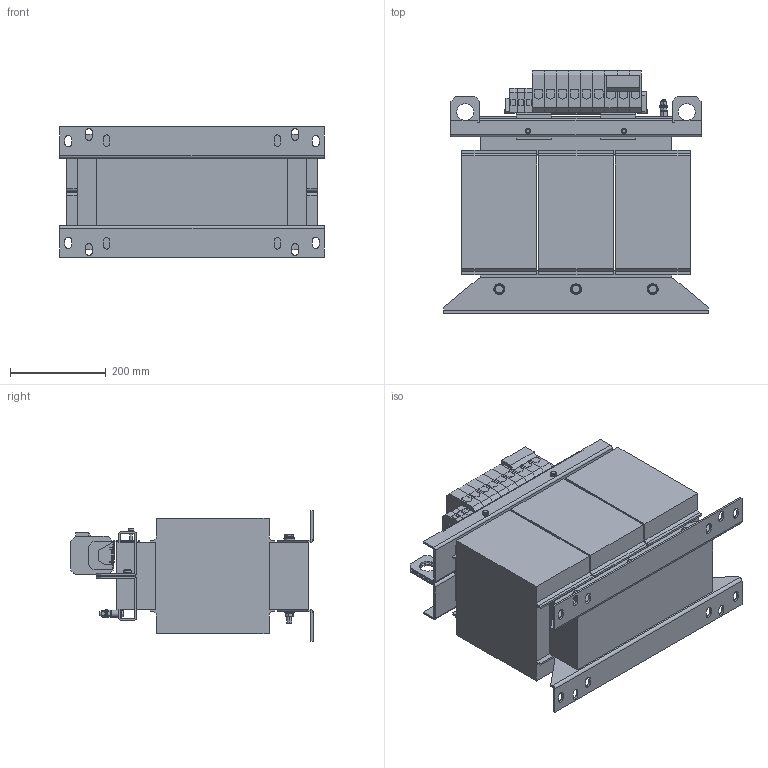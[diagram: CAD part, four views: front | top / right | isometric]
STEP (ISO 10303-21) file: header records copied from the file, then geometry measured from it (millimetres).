
FILE_DESCRIPTION (( 'STEP AP214' ), '1' );
FILE_NAME ('209175.STEP', '2020-05-28T18:19:36', ( '' ), ( '' ), 'SwSTEP 2.0', 'SolidWorks 2018', '' );
FILE_SCHEMA (( 'AUTOMOTIVE_DESIGN' ));
Length unit declared in the file: millimetre
Products named in the file (1): 209175
Bounding box: 552 x 505.7 x 272 mm (x, y, z)
Volume: 38762924.7 mm3; surface area: 1576139.8 mm2
Topology: 1 solids, 1 shells, 1281 faces, 3201 edges, 2012 vertices
Faces by surface type: plane 917, cylinder 180, cone 88, bspline 54, torus 34, sphere 8
Entity records: 39041 total; most frequent: CARTESIAN_POINT 8899, ORIENTED_EDGE 6402, DIRECTION 5887, EDGE_CURVE 3201, LINE 2315, VECTOR 2315, VERTEX_POINT 2012, AXIS2_PLACEMENT_3D 1786
